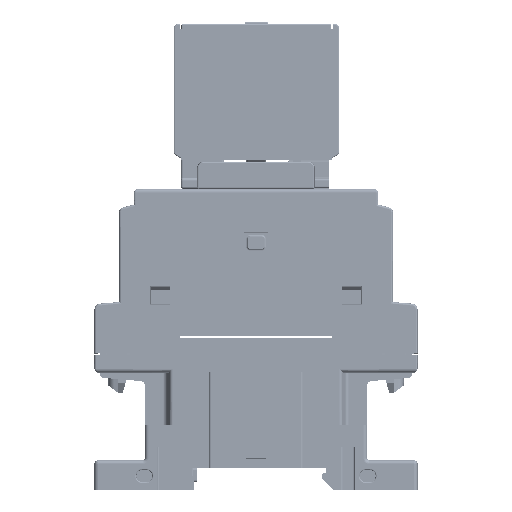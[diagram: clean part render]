
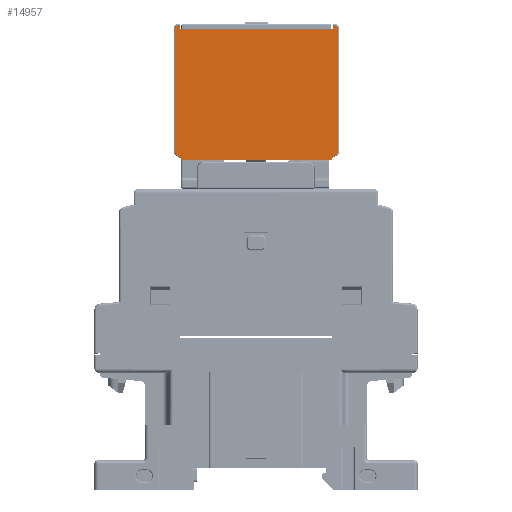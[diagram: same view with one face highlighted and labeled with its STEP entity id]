
A CAD part, left-side view. The second image highlights one B-rep face of the part: STEP entity #14957.
In plain terms, the highlighted planar face has unit normal (-1, 0, 0).
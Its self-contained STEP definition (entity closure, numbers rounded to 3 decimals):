
#5219=PLANE('',#143380);
#9865=CIRCLE('',#143376,0.7);
#9866=CIRCLE('',#143377,0.7);
#9867=CIRCLE('',#143378,0.7);
#9868=CIRCLE('',#143379,0.7);
#14957=ADVANCED_FACE('',(#22396),#5219,.F.);
#22396=FACE_OUTER_BOUND('',#28564,.T.);
#28564=EDGE_LOOP('',(#82997,#82998,#82999,#83000,#83001,#83002,#83003,#83004,
#83005,#83006,#83007,#83008,#83009,#83010,#83011,#83012));
#40722=LINE('',#226061,#55586);
#40723=LINE('',#226064,#55587);
#40724=LINE('',#226066,#55588);
#40725=LINE('',#226068,#55589);
#40726=LINE('',#226070,#55590);
#40727=LINE('',#226074,#55591);
#40728=LINE('',#226078,#55592);
#40729=LINE('',#226080,#55593);
#40730=LINE('',#226082,#55594);
#40731=LINE('',#226084,#55595);
#40732=LINE('',#226086,#55596);
#40733=LINE('',#226090,#55597);
#55586=VECTOR('',#172425,1.);
#55587=VECTOR('',#172426,1.);
#55588=VECTOR('',#172427,1.);
#55589=VECTOR('',#172428,1.);
#55590=VECTOR('',#172429,1.);
#55591=VECTOR('',#172432,1.);
#55592=VECTOR('',#172435,1.);
#55593=VECTOR('',#172436,1.);
#55594=VECTOR('',#172437,1.);
#55595=VECTOR('',#172438,1.);
#55596=VECTOR('',#172439,1.);
#55597=VECTOR('',#172442,1.);
#82997=ORIENTED_EDGE('',*,*,#126175,.F.);
#82998=ORIENTED_EDGE('',*,*,#126176,.F.);
#82999=ORIENTED_EDGE('',*,*,#126177,.F.);
#83000=ORIENTED_EDGE('',*,*,#126178,.F.);
#83001=ORIENTED_EDGE('',*,*,#126179,.F.);
#83002=ORIENTED_EDGE('',*,*,#126180,.F.);
#83003=ORIENTED_EDGE('',*,*,#126181,.F.);
#83004=ORIENTED_EDGE('',*,*,#126182,.F.);
#83005=ORIENTED_EDGE('',*,*,#126183,.F.);
#83006=ORIENTED_EDGE('',*,*,#126184,.F.);
#83007=ORIENTED_EDGE('',*,*,#126185,.F.);
#83008=ORIENTED_EDGE('',*,*,#126186,.F.);
#83009=ORIENTED_EDGE('',*,*,#126187,.F.);
#83010=ORIENTED_EDGE('',*,*,#126188,.F.);
#83011=ORIENTED_EDGE('',*,*,#126189,.F.);
#83012=ORIENTED_EDGE('',*,*,#126190,.F.);
#106434=VERTEX_POINT('',#226062);
#106435=VERTEX_POINT('',#226063);
#106436=VERTEX_POINT('',#226065);
#106437=VERTEX_POINT('',#226067);
#106438=VERTEX_POINT('',#226069);
#106439=VERTEX_POINT('',#226071);
#106440=VERTEX_POINT('',#226073);
#106441=VERTEX_POINT('',#226075);
#106442=VERTEX_POINT('',#226077);
#106443=VERTEX_POINT('',#226079);
#106444=VERTEX_POINT('',#226081);
#106445=VERTEX_POINT('',#226083);
#106446=VERTEX_POINT('',#226085);
#106447=VERTEX_POINT('',#226087);
#106448=VERTEX_POINT('',#226089);
#106449=VERTEX_POINT('',#226091);
#126175=EDGE_CURVE('',#106434,#106435,#40722,.T.);
#126176=EDGE_CURVE('',#106436,#106434,#40723,.T.);
#126177=EDGE_CURVE('',#106437,#106436,#40724,.T.);
#126178=EDGE_CURVE('',#106438,#106437,#40725,.T.);
#126179=EDGE_CURVE('',#106439,#106438,#40726,.T.);
#126180=EDGE_CURVE('',#106440,#106439,#9865,.T.);
#126181=EDGE_CURVE('',#106441,#106440,#40727,.T.);
#126182=EDGE_CURVE('',#106442,#106441,#9866,.T.);
#126183=EDGE_CURVE('',#106443,#106442,#40728,.T.);
#126184=EDGE_CURVE('',#106444,#106443,#40729,.T.);
#126185=EDGE_CURVE('',#106445,#106444,#40730,.T.);
#126186=EDGE_CURVE('',#106446,#106445,#40731,.T.);
#126187=EDGE_CURVE('',#106447,#106446,#40732,.T.);
#126188=EDGE_CURVE('',#106448,#106447,#9867,.T.);
#126189=EDGE_CURVE('',#106449,#106448,#40733,.T.);
#126190=EDGE_CURVE('',#106435,#106449,#9868,.T.);
#143376=AXIS2_PLACEMENT_3D('',#226072,#172430,#172431);
#143377=AXIS2_PLACEMENT_3D('',#226076,#172433,#172434);
#143378=AXIS2_PLACEMENT_3D('',#226088,#172440,#172441);
#143379=AXIS2_PLACEMENT_3D('',#226092,#172443,#172444);
#143380=AXIS2_PLACEMENT_3D('',#226093,#172445,#172446);
#172425=DIRECTION('',(0.,-1.,0.));
#172426=DIRECTION('',(0.,0.,1.));
#172427=DIRECTION('',(0.,-1.,0.));
#172428=DIRECTION('',(0.,0.,-1.));
#172429=DIRECTION('',(0.,-1.,0.));
#172430=DIRECTION('',(1.,0.,0.));
#172431=DIRECTION('',(0.,0.707,0.707));
#172432=DIRECTION('',(0.,0.,1.));
#172433=DIRECTION('',(1.,0.,0.));
#172434=DIRECTION('',(0.,0.866,-0.5));
#172435=DIRECTION('',(0.,0.866,0.5));
#172436=DIRECTION('',(0.,0.,1.));
#172437=DIRECTION('',(0.,1.,0.));
#172438=DIRECTION('',(0.,0.,-1.));
#172439=DIRECTION('',(0.,0.866,-0.5));
#172440=DIRECTION('',(1.,0.,0.));
#172441=DIRECTION('',(0.,-0.866,-0.5));
#172442=DIRECTION('',(0.,0.,-1.));
#172443=DIRECTION('',(1.,0.,0.));
#172444=DIRECTION('',(0.,-0.707,0.707));
#172445=DIRECTION('',(1.,0.,0.));
#172446=DIRECTION('',(0.,1.,0.));
#226061=CARTESIAN_POINT('',(-30.6,-11.1,116.5));
#226062=CARTESIAN_POINT('',(-30.6,-11.095,116.5));
#226063=CARTESIAN_POINT('',(-30.6,-11.7,116.5));
#226064=CARTESIAN_POINT('',(-30.6,-11.095,99.837));
#226065=CARTESIAN_POINT('',(-30.6,-11.095,115.6));
#226066=CARTESIAN_POINT('',(-30.6,27.1,115.6));
#226067=CARTESIAN_POINT('',(-30.6,27.1,115.6));
#226068=CARTESIAN_POINT('',(-30.6,27.1,116.5));
#226069=CARTESIAN_POINT('',(-30.6,27.1,116.5));
#226070=CARTESIAN_POINT('',(-30.6,27.7,116.5));
#226071=CARTESIAN_POINT('',(-30.6,27.7,116.5));
#226072=CARTESIAN_POINT('',(-30.6,27.7,115.8));
#226073=CARTESIAN_POINT('',(-30.6,28.4,115.8));
#226074=CARTESIAN_POINT('',(-30.6,28.4,84.717));
#226075=CARTESIAN_POINT('',(-30.6,28.4,84.717));
#226076=CARTESIAN_POINT('',(-30.6,27.7,84.717));
#226077=CARTESIAN_POINT('',(-30.6,28.05,84.11));
#226078=CARTESIAN_POINT('',(-30.6,26.9,83.446));
#226079=CARTESIAN_POINT('',(-30.6,26.9,83.446));
#226080=CARTESIAN_POINT('',(-30.6,26.9,82.6));
#226081=CARTESIAN_POINT('',(-30.6,26.9,82.6));
#226082=CARTESIAN_POINT('',(-30.6,-10.9,82.6));
#226083=CARTESIAN_POINT('',(-30.6,-10.9,82.6));
#226084=CARTESIAN_POINT('',(-30.6,-10.9,83.446));
#226085=CARTESIAN_POINT('',(-30.6,-10.9,83.446));
#226086=CARTESIAN_POINT('',(-30.6,-12.05,84.11));
#226087=CARTESIAN_POINT('',(-30.6,-12.05,84.11));
#226088=CARTESIAN_POINT('',(-30.6,-11.7,84.717));
#226089=CARTESIAN_POINT('',(-30.6,-12.4,84.717));
#226090=CARTESIAN_POINT('',(-30.6,-12.4,115.8));
#226091=CARTESIAN_POINT('',(-30.6,-12.4,115.8));
#226092=CARTESIAN_POINT('',(-30.6,-11.7,115.8));
#226093=CARTESIAN_POINT('',(-30.6,8.,99.837));
